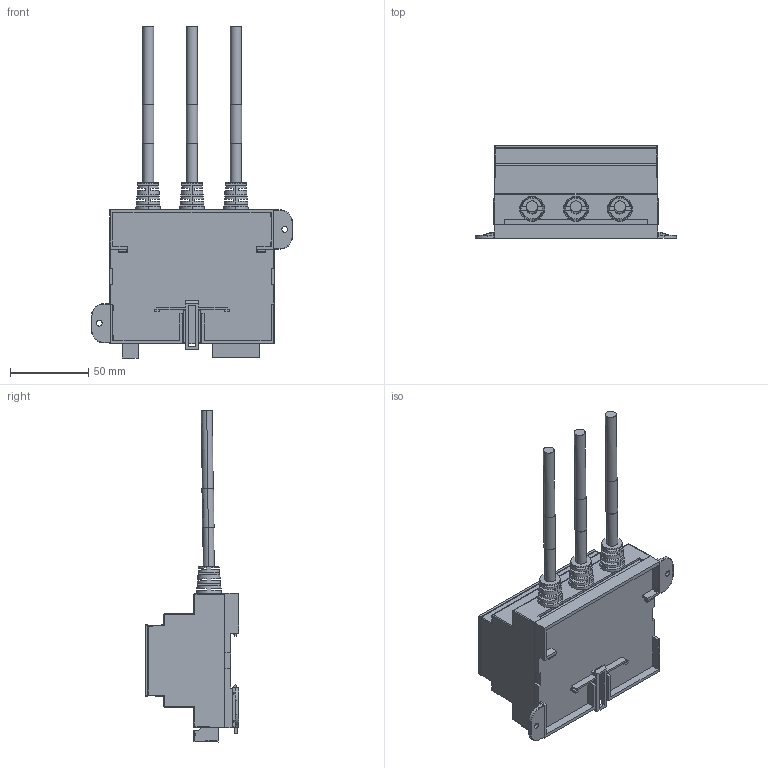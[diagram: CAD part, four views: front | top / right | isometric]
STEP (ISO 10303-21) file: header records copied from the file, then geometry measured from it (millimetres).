
FILE_DESCRIPTION (( 'STEP AP214' ), '1' );
FILE_NAME ('RCTrms-3ph - ASSY.STEP', '2023-11-15T18:18:46', ( '' ), ( '' ), 'SwSTEP 2.0', 'SolidWorks 2021', '' );
FILE_SCHEMA (( 'AUTOMOTIVE_DESIGN' ));
Length unit declared in the file: millimetre
Products named in the file (14): CABLE - 3000B_BLUE; TERMINAL 6 WAY; RCTrms-3ph - ASSY; CABLE - 3000Y_YELLOW; CABLE - 3000R_RED; RCT  - DIN RAIL CLIP; RCTrms-3ph - COVER; TERMINAL 2 WAY; OUTPUT LABEL -RCTrms-3ph; RCT - PERSPEX COVER; RCT - BASE; CABLE BUNG; RCT - FOOT; ID LABEL
Assembly tree (16 placements, depth 2):
  RCTrms-3ph - ASSY
    RCT - BASE
    RCTrms-3ph - COVER
    RCT  - DIN RAIL CLIP
    RCT - PERSPEX COVER
    OUTPUT LABEL -RCTrms-3ph
    ID LABEL
    TERMINAL 2 WAY
    TERMINAL 6 WAY
    CABLE BUNG  x3
    CABLE - 3000Y_YELLOW
    CABLE - 3000B_BLUE
    CABLE - 3000R_RED
    RCT - FOOT  x2
Bounding box: 128.35 x 59.4 x 211.86 mm (x, y, z)
Volume: 109425.3 mm3; surface area: 119799 mm2
Topology: 20 solids, 20 shells, 1947 faces, 5119 edges, 3363 vertices
Faces by surface type: plane 942, bspline 771, cylinder 210, sphere 14, cone 6, torus 4
Entity records: 100595 total; most frequent: CARTESIAN_POINT 57995, ORIENTED_EDGE 9604, DIRECTION 5598, EDGE_CURVE 4802, VERTEX_POINT 3169, VECTOR 2878, LINE 2878, EDGE_LOOP 1991
